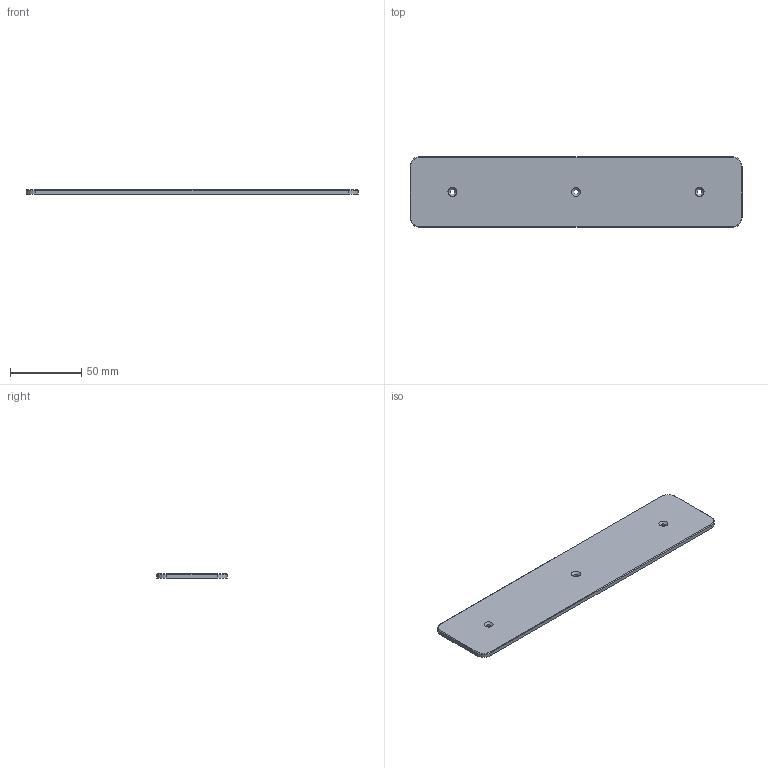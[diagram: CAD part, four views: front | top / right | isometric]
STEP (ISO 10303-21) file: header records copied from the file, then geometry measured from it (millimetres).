
FILE_DESCRIPTION(/* description */ (''),/* implementation_level */ '2;1');
FILE_NAME(/* name */ 'ASTRA_WEIGHT_BRASS.step',/* time_stamp */ '2023-07-13T19:41:28+02:00',/* author */ (''),/* organization */ (''),/* preprocessor_version */ 'ST-DEVELOPER v19.2',/* originating_system */ 'Autodesk Translation Framework v12.6.0.85',/* authorisation */ '');
FILE_SCHEMA (('AUTOMOTIVE_DESIGN { 1 0 10303 214 3 1 1 }'));
Length unit declared in the file: millimetre
Products named in the file (1): WEIGHT
Bounding box: 233.72 x 49.81 x 3 mm (x, y, z)
Volume: 34606.9 mm3; surface area: 24725.7 mm2
Topology: 1 solids, 1 shells, 24 faces, 55 edges, 33 vertices
Faces by surface type: plane 10, cone 7, cylinder 7
Full cylindrical faces by diameter (mm): 3.4 x3
Entity records: 717 total; most frequent: DIRECTION 126, CARTESIAN_POINT 113, ORIENTED_EDGE 110, EDGE_CURVE 55, AXIS2_PLACEMENT_3D 46, LINE 34, VECTOR 34, VERTEX_POINT 33
